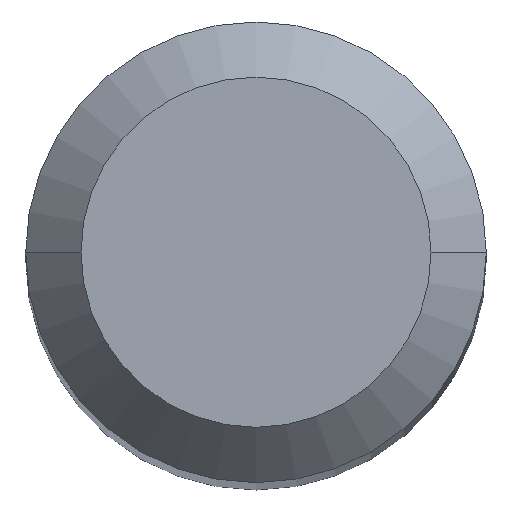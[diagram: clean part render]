
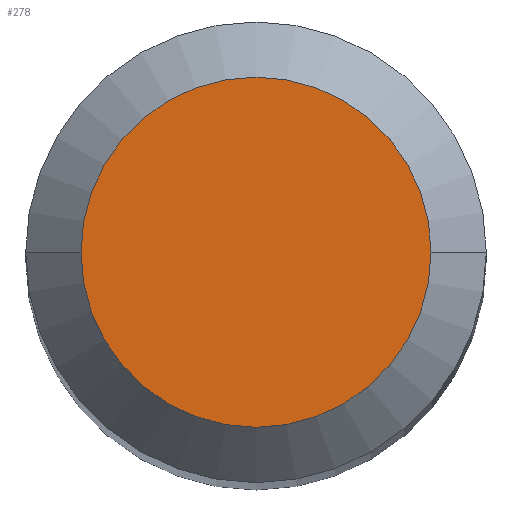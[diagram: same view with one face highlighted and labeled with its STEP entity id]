
A CAD part, top view. The second image highlights one B-rep face of the part: STEP entity #278.
In plain terms, the highlighted planar face has unit normal (0, 0, 1).
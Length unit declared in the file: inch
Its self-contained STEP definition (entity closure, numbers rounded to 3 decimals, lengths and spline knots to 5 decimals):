
#23 = FACE_OUTER_BOUND ( 'NONE', #215, .T. ) ;
#27 = VERTEX_POINT ( 'NONE', #268 ) ;
#36 = ORIENTED_EDGE ( 'NONE', *, *, #254, .T. ) ;
#50 = DIRECTION ( 'NONE',  ( 0., 0., 1. ) ) ;
#81 = CIRCLE ( 'NONE', #322, 0.0475 ) ;
#93 = DIRECTION ( 'NONE',  ( 0., 0., 1. ) ) ;
#96 = CARTESIAN_POINT ( 'NONE',  ( 0., 0., 1.5 ) ) ;
#97 = ORIENTED_EDGE ( 'NONE', *, *, #168, .T. ) ;
#134 = CIRCLE ( 'NONE', #190, 0.0475 ) ;
#157 = CARTESIAN_POINT ( 'NONE',  ( 0., 0., 1.5 ) ) ;
#168 = EDGE_CURVE ( 'NONE', #261, #27, #81, .T. ) ;
#176 = DIRECTION ( 'NONE',  ( 1., 0., 0. ) ) ;
#190 = AXIS2_PLACEMENT_3D ( 'NONE', #251, #50, #176 ) ;
#215 = EDGE_LOOP ( 'NONE', ( #97, #36 ) ) ;
#228 = DIRECTION ( 'NONE',  ( 0., 0., 1. ) ) ;
#251 = CARTESIAN_POINT ( 'NONE',  ( 0., 0., 1.5 ) ) ;
#254 = EDGE_CURVE ( 'NONE', #27, #261, #134, .T. ) ;
#261 = VERTEX_POINT ( 'NONE', #275 ) ;
#267 = AXIS2_PLACEMENT_3D ( 'NONE', #96, #93, #321 ) ;
#268 = CARTESIAN_POINT ( 'NONE',  ( 0.0475, 0., 1.5 ) ) ;
#275 = CARTESIAN_POINT ( 'NONE',  ( -0.0475, 0., 1.5 ) ) ;
#278 = ADVANCED_FACE ( 'NONE', ( #23 ), #320, .T. ) ;
#303 = DIRECTION ( 'NONE',  ( 1., 0., 0. ) ) ;
#320 = PLANE ( 'NONE',  #267 ) ;
#321 = DIRECTION ( 'NONE',  ( 1., 0., 0. ) ) ;
#322 = AXIS2_PLACEMENT_3D ( 'NONE', #157, #228, #303 ) ;
